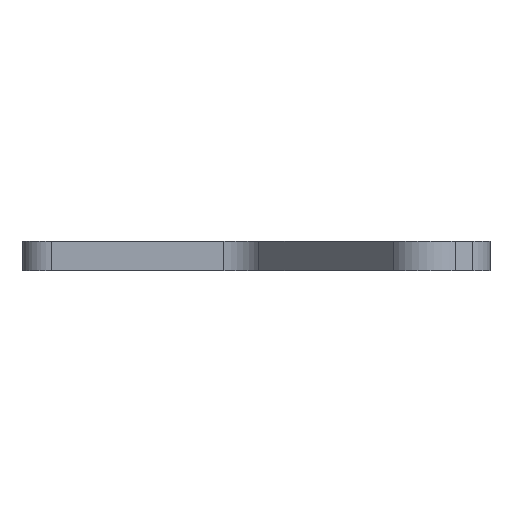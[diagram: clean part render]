
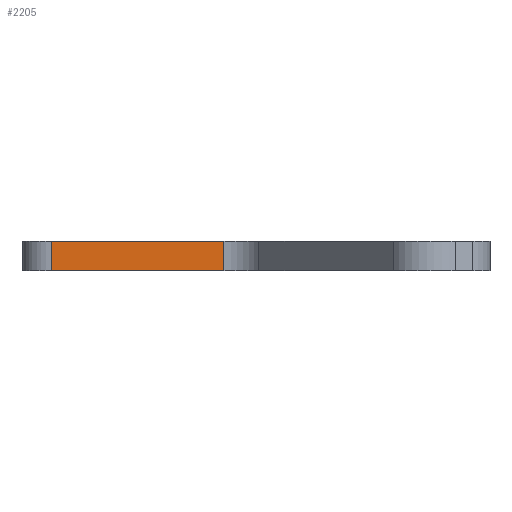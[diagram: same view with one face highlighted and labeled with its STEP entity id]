
A CAD part, front view. The second image highlights one B-rep face of the part: STEP entity #2205.
In plain terms, the highlighted planar face has unit normal (0, -1, 0).
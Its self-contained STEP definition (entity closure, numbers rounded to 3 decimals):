
#245=FACE_OUTER_BOUND('',#370,.T.);
#370=EDGE_LOOP('',(#1945,#1946,#1947,#1948));
#554=LINE('',#3644,#756);
#563=LINE('',#3672,#765);
#575=LINE('',#3724,#777);
#586=LINE('',#3762,#788);
#756=VECTOR('',#2623,10.);
#765=VECTOR('',#2648,10.);
#777=VECTOR('',#2706,10.);
#788=VECTOR('',#2755,10.);
#1041=VERTEX_POINT('',#3637);
#1044=VERTEX_POINT('',#3642);
#1055=VERTEX_POINT('',#3671);
#1072=VERTEX_POINT('',#3722);
#1338=EDGE_CURVE('',#1044,#1041,#554,.T.);
#1352=EDGE_CURVE('',#1055,#1041,#563,.T.);
#1379=EDGE_CURVE('',#1055,#1072,#575,.T.);
#1398=EDGE_CURVE('',#1072,#1044,#586,.T.);
#1945=ORIENTED_EDGE('',*,*,#1338,.F.);
#1946=ORIENTED_EDGE('',*,*,#1398,.F.);
#1947=ORIENTED_EDGE('',*,*,#1379,.F.);
#1948=ORIENTED_EDGE('',*,*,#1352,.T.);
#2090=PLANE('',#2330);
#2205=ADVANCED_FACE('',(#245),#2090,.T.);
#2330=AXIS2_PLACEMENT_3D('',#3761,#2753,#2754);
#2623=DIRECTION('',(0.,0.,-1.));
#2648=DIRECTION('',(1.,0.,0.));
#2706=DIRECTION('',(0.,0.,1.));
#2753=DIRECTION('center_axis',(0.,-1.,0.));
#2754=DIRECTION('ref_axis',(1.,0.,0.));
#2755=DIRECTION('',(1.,0.,0.));
#3637=CARTESIAN_POINT('',(13.8,0.,0.));
#3642=CARTESIAN_POINT('',(13.8,0.,2.));
#3644=CARTESIAN_POINT('',(13.8,0.,0.));
#3671=CARTESIAN_POINT('',(2.,0.,0.));
#3672=CARTESIAN_POINT('',(0.,0.,0.));
#3722=CARTESIAN_POINT('',(2.,0.,2.));
#3724=CARTESIAN_POINT('',(2.,0.,0.));
#3761=CARTESIAN_POINT('Origin',(0.,0.,0.));
#3762=CARTESIAN_POINT('',(0.,0.,2.));
